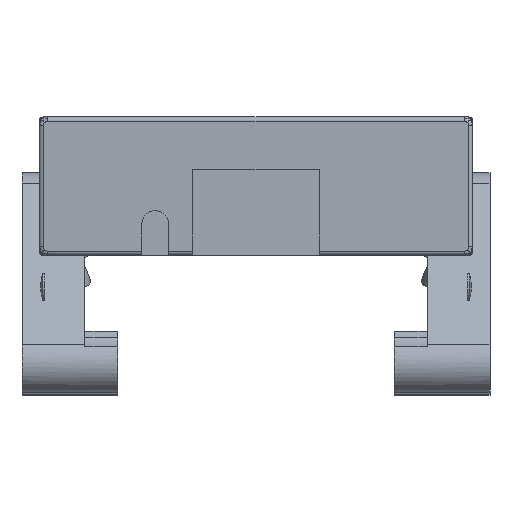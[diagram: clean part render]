
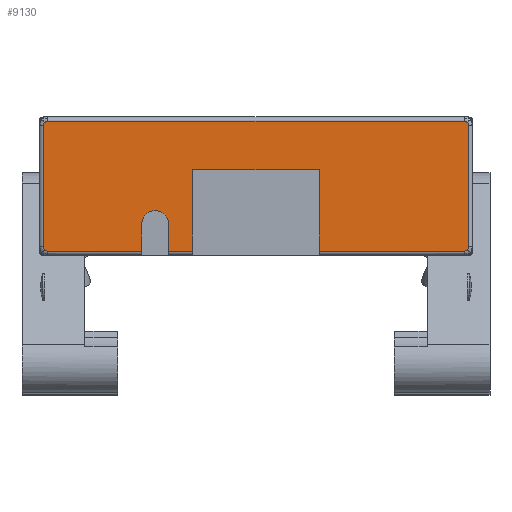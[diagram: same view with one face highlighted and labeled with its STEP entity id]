
A CAD part, front view. The second image highlights one B-rep face of the part: STEP entity #9130.
In plain terms, the highlighted planar face has unit normal (0, -1, 0).
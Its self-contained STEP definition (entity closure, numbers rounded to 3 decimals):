
#867=LINE('',#13336,#1484);
#868=LINE('',#13400,#1485);
#869=LINE('',#13418,#1486);
#870=LINE('',#13865,#1487);
#877=LINE('',#13880,#1494);
#881=LINE('',#13889,#1498);
#882=LINE('',#13891,#1499);
#887=LINE('',#13901,#1504);
#888=LINE('',#13906,#1505);
#889=LINE('',#13908,#1506);
#890=LINE('',#13919,#1507);
#1484=VECTOR('',#11293,1000.);
#1485=VECTOR('',#11300,1000.);
#1486=VECTOR('',#11303,1000.);
#1487=VECTOR('',#11312,1000.);
#1494=VECTOR('',#11321,1000.);
#1498=VECTOR('',#11331,1000.);
#1499=VECTOR('',#11334,1000.);
#1504=VECTOR('',#11349,1000.);
#1505=VECTOR('',#11352,1000.);
#1506=VECTOR('',#11353,1000.);
#1507=VECTOR('',#11368,1000.);
#1765=PLANE('',#9744);
#3329=ORIENTED_EDGE('',*,*,#4777,.T.);
#3330=ORIENTED_EDGE('',*,*,#4778,.T.);
#3331=ORIENTED_EDGE('',*,*,#4779,.T.);
#3332=ORIENTED_EDGE('',*,*,#4780,.F.);
#3333=ORIENTED_EDGE('',*,*,#4771,.T.);
#3334=ORIENTED_EDGE('',*,*,#4766,.T.);
#3335=ORIENTED_EDGE('',*,*,#4772,.T.);
#3336=ORIENTED_EDGE('',*,*,#4759,.F.);
#3337=ORIENTED_EDGE('',*,*,#4781,.F.);
#3338=ORIENTED_EDGE('',*,*,#4782,.F.);
#3339=ORIENTED_EDGE('',*,*,#4712,.F.);
#3340=ORIENTED_EDGE('',*,*,#4783,.F.);
#3341=ORIENTED_EDGE('',*,*,#4784,.F.);
#3342=ORIENTED_EDGE('',*,*,#4730,.F.);
#3343=ORIENTED_EDGE('',*,*,#4785,.F.);
#3344=ORIENTED_EDGE('',*,*,#4786,.F.);
#3345=ORIENTED_EDGE('',*,*,#4726,.F.);
#3346=ORIENTED_EDGE('',*,*,#4787,.F.);
#3347=ORIENTED_EDGE('',*,*,#4746,.F.);
#3348=ORIENTED_EDGE('',*,*,#4788,.F.);
#4712=EDGE_CURVE('',#5566,#5568,#867,.T.);
#4726=EDGE_CURVE('',#5575,#5576,#868,.T.);
#4730=EDGE_CURVE('',#5578,#5580,#869,.T.);
#4746=EDGE_CURVE('',#5589,#5590,#5930,.T.);
#4759=EDGE_CURVE('',#5597,#5595,#870,.T.);
#4766=EDGE_CURVE('',#5605,#5604,#877,.T.);
#4771=EDGE_CURVE('',#5606,#5605,#881,.T.);
#4772=EDGE_CURVE('',#5604,#5595,#882,.T.);
#4777=EDGE_CURVE('',#5607,#5608,#887,.T.);
#4778=EDGE_CURVE('',#5608,#5609,#5933,.T.);
#4779=EDGE_CURVE('',#5609,#5610,#888,.T.);
#4780=EDGE_CURVE('',#5606,#5610,#889,.T.);
#4781=EDGE_CURVE('',#5611,#5597,#5934,.T.);
#4782=EDGE_CURVE('',#5568,#5611,#5935,.T.);
#4783=EDGE_CURVE('',#5612,#5566,#5936,.T.);
#4784=EDGE_CURVE('',#5580,#5612,#5937,.T.);
#4785=EDGE_CURVE('',#5613,#5578,#5938,.T.);
#4786=EDGE_CURVE('',#5576,#5613,#5939,.T.);
#4787=EDGE_CURVE('',#5590,#5575,#5940,.T.);
#4788=EDGE_CURVE('',#5607,#5589,#890,.T.);
#5566=VERTEX_POINT('',#13334);
#5568=VERTEX_POINT('',#13337);
#5575=VERTEX_POINT('',#13399);
#5576=VERTEX_POINT('',#13401);
#5578=VERTEX_POINT('',#13416);
#5580=VERTEX_POINT('',#13419);
#5589=VERTEX_POINT('',#13647);
#5590=VERTEX_POINT('',#13649);
#5595=VERTEX_POINT('',#13854);
#5597=VERTEX_POINT('',#13864);
#5604=VERTEX_POINT('',#13879);
#5605=VERTEX_POINT('',#13881);
#5606=VERTEX_POINT('',#13888);
#5607=VERTEX_POINT('',#13902);
#5608=VERTEX_POINT('',#13903);
#5609=VERTEX_POINT('',#13905);
#5610=VERTEX_POINT('',#13907);
#5611=VERTEX_POINT('',#13910);
#5612=VERTEX_POINT('',#13913);
#5613=VERTEX_POINT('',#13916);
#5930=CIRCLE('',#9732,1.5);
#5933=CIRCLE('',#9745,4.7);
#5934=CIRCLE('',#9746,1.5);
#5935=CIRCLE('',#9747,1.5);
#5936=CIRCLE('',#9748,1.5);
#5937=CIRCLE('',#9749,1.5);
#5938=CIRCLE('',#9750,1.5);
#5939=CIRCLE('',#9751,1.5);
#5940=CIRCLE('',#9752,1.5);
#6327=EDGE_LOOP('',(#3329,#3330,#3331,#3332,#3333,#3334,#3335,#3336,#3337,
#3338,#3339,#3340,#3341,#3342,#3343,#3344,#3345,#3346,#3347,#3348));
#6783=FACE_BOUND('',#6327,.T.);
#9130=ADVANCED_FACE('',(#6783),#1765,.F.);
#9732=AXIS2_PLACEMENT_3D('',#13648,#11306,#11307);
#9744=AXIS2_PLACEMENT_3D('',#13900,#11347,#11348);
#9745=AXIS2_PLACEMENT_3D('',#13904,#11350,#11351);
#9746=AXIS2_PLACEMENT_3D('',#13909,#11354,#11355);
#9747=AXIS2_PLACEMENT_3D('',#13911,#11356,#11357);
#9748=AXIS2_PLACEMENT_3D('',#13912,#11358,#11359);
#9749=AXIS2_PLACEMENT_3D('',#13914,#11360,#11361);
#9750=AXIS2_PLACEMENT_3D('',#13915,#11362,#11363);
#9751=AXIS2_PLACEMENT_3D('',#13917,#11364,#11365);
#9752=AXIS2_PLACEMENT_3D('',#13918,#11366,#11367);
#11293=DIRECTION('',(0.,0.,-1.));
#11300=DIRECTION('',(0.,0.,1.));
#11303=DIRECTION('',(1.,0.,0.));
#11306=DIRECTION('',(0.,1.,0.));
#11307=DIRECTION('',(-0.707,0.,-0.707));
#11312=DIRECTION('',(-1.,0.,0.));
#11321=DIRECTION('',(1.,0.,0.));
#11331=DIRECTION('',(0.,0.,1.));
#11334=DIRECTION('',(0.,0.,-1.));
#11347=DIRECTION('',(0.,1.,0.));
#11348=DIRECTION('',(-1.,0.,0.));
#11349=DIRECTION('',(0.,0.,1.));
#11350=DIRECTION('',(0.,1.,0.));
#11351=DIRECTION('',(1.,0.,0.));
#11352=DIRECTION('',(0.,0.,-1.));
#11353=DIRECTION('',(-1.,0.,0.));
#11354=DIRECTION('',(0.,1.,0.));
#11355=DIRECTION('',(0.707,0.,-0.707));
#11356=DIRECTION('',(0.,1.,0.));
#11357=DIRECTION('',(0.707,0.,-0.707));
#11358=DIRECTION('',(0.,1.,0.));
#11359=DIRECTION('',(0.707,0.,0.707));
#11360=DIRECTION('',(0.,1.,0.));
#11361=DIRECTION('',(0.707,0.,0.707));
#11362=DIRECTION('',(0.,1.,0.));
#11363=DIRECTION('',(-0.707,0.,0.707));
#11364=DIRECTION('',(0.,1.,0.));
#11365=DIRECTION('',(-0.707,0.,0.707));
#11366=DIRECTION('',(0.,1.,0.));
#11367=DIRECTION('',(-0.707,0.,-0.707));
#11368=DIRECTION('',(-1.,0.,0.));
#13334=CARTESIAN_POINT('',(74.5,120.,57.5));
#13336=CARTESIAN_POINT('',(74.5,120.,36.25));
#13337=CARTESIAN_POINT('',(74.5,120.,15.));
#13399=CARTESIAN_POINT('',(-74.5,120.,15.));
#13400=CARTESIAN_POINT('',(-74.5,120.,48.375));
#13401=CARTESIAN_POINT('',(-74.5,120.,57.5));
#13416=CARTESIAN_POINT('',(-73.,120.,59.));
#13418=CARTESIAN_POINT('',(0.,120.,59.));
#13419=CARTESIAN_POINT('',(73.,120.,59.));
#13647=CARTESIAN_POINT('',(-73.,120.,13.5));
#13648=CARTESIAN_POINT('',(-73.,120.,15.));
#13649=CARTESIAN_POINT('',(-74.061,120.,13.939));
#13854=CARTESIAN_POINT('',(22.1,120.,13.5));
#13864=CARTESIAN_POINT('',(73.,120.,13.5));
#13865=CARTESIAN_POINT('',(-38.,120.,13.5));
#13879=CARTESIAN_POINT('',(22.1,120.,42.));
#13880=CARTESIAN_POINT('',(0.,120.,42.));
#13881=CARTESIAN_POINT('',(-22.1,120.,42.));
#13888=CARTESIAN_POINT('',(-22.1,120.,13.5));
#13889=CARTESIAN_POINT('',(-22.1,120.,24.125));
#13891=CARTESIAN_POINT('',(22.1,120.,24.125));
#13900=CARTESIAN_POINT('',(0.,120.,36.25));
#13901=CARTESIAN_POINT('',(-40.,120.,24.125));
#13902=CARTESIAN_POINT('',(-40.,120.,13.5));
#13903=CARTESIAN_POINT('',(-40.,120.,23.));
#13904=CARTESIAN_POINT('',(-35.3,120.,23.));
#13905=CARTESIAN_POINT('',(-30.6,120.,23.));
#13906=CARTESIAN_POINT('',(-30.6,120.,29.625));
#13907=CARTESIAN_POINT('',(-30.6,120.,13.5));
#13908=CARTESIAN_POINT('',(-38.,120.,13.5));
#13909=CARTESIAN_POINT('',(73.,120.,15.));
#13910=CARTESIAN_POINT('',(74.061,120.,13.939));
#13911=CARTESIAN_POINT('',(73.,120.,15.));
#13912=CARTESIAN_POINT('',(73.,120.,57.5));
#13913=CARTESIAN_POINT('',(74.061,120.,58.561));
#13914=CARTESIAN_POINT('',(73.,120.,57.5));
#13915=CARTESIAN_POINT('',(-73.,120.,57.5));
#13916=CARTESIAN_POINT('',(-74.061,120.,58.561));
#13917=CARTESIAN_POINT('',(-73.,120.,57.5));
#13918=CARTESIAN_POINT('',(-73.,120.,15.));
#13919=CARTESIAN_POINT('',(-38.,120.,13.5));
